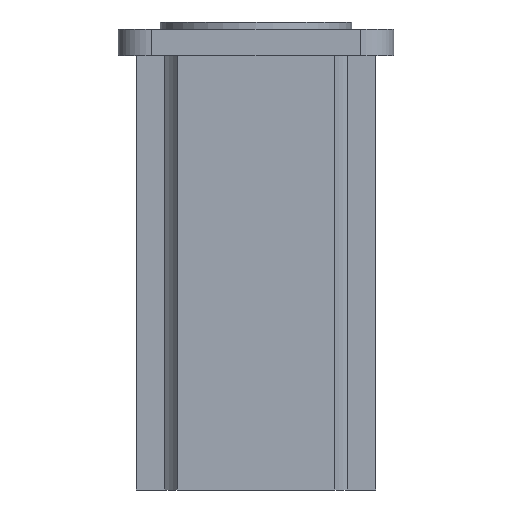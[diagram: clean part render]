
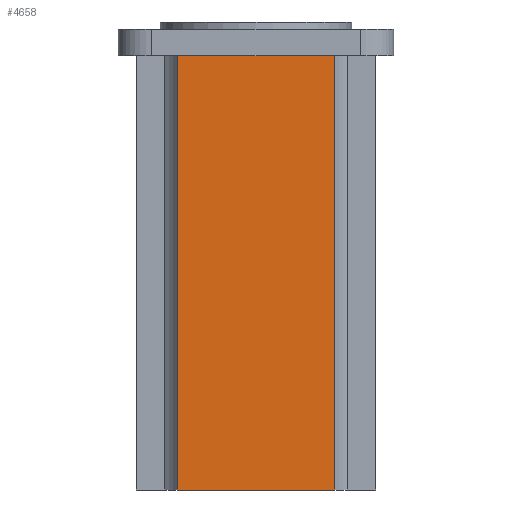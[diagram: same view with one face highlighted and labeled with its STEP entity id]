
A CAD part, front view. The second image highlights one B-rep face of the part: STEP entity #4658.
In plain terms, the highlighted planar face has unit normal (0, -1, 0).
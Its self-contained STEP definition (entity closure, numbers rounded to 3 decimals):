
#114 = CARTESIAN_POINT ( 'NONE',  ( -31., -50., -125.25 ) ) ;
#180 = EDGE_CURVE ( 'NONE', #1467, #399, #1551, .T. ) ;
#281 = CARTESIAN_POINT ( 'NONE',  ( 33., -50., 0.75 ) ) ;
#378 = LINE ( 'NONE', #4358, #3962 ) ;
#399 = VERTEX_POINT ( 'NONE', #1878 ) ;
#429 = VERTEX_POINT ( 'NONE', #3989 ) ;
#669 = VECTOR ( 'NONE', #4103, 1000. ) ;
#671 = AXIS2_PLACEMENT_3D ( 'NONE', #114, #1609, #3078 ) ;
#697 = CARTESIAN_POINT ( 'NONE',  ( 33., -50., -322.171 ) ) ;
#852 = PLANE ( 'NONE',  #671 ) ;
#923 = VECTOR ( 'NONE', #3037, 1000. ) ;
#1056 = ORIENTED_EDGE ( 'NONE', *, *, #3042, .T. ) ;
#1197 = CARTESIAN_POINT ( 'NONE',  ( -33., -50., -180.75 ) ) ;
#1467 = VERTEX_POINT ( 'NONE', #281 ) ;
#1528 = VERTEX_POINT ( 'NONE', #1197 ) ;
#1551 = LINE ( 'NONE', #3805, #923 ) ;
#1609 = DIRECTION ( 'NONE',  ( 0., -1., 0. ) ) ;
#1878 = CARTESIAN_POINT ( 'NONE',  ( -33., -50., 0.75 ) ) ;
#1919 = EDGE_CURVE ( 'NONE', #1528, #399, #1987, .T. ) ;
#1987 = LINE ( 'NONE', #2348, #3755 ) ;
#2348 = CARTESIAN_POINT ( 'NONE',  ( -33., -50., -322.171 ) ) ;
#2386 = EDGE_CURVE ( 'NONE', #429, #1528, #378, .T. ) ;
#2637 = LINE ( 'NONE', #697, #669 ) ;
#2895 = DIRECTION ( 'NONE',  ( -1., 0., 0. ) ) ;
#3037 = DIRECTION ( 'NONE',  ( -1., 0., 0. ) ) ;
#3042 = EDGE_CURVE ( 'NONE', #429, #1467, #2637, .T. ) ;
#3078 = DIRECTION ( 'NONE',  ( 0., 0., -1. ) ) ;
#3615 = ORIENTED_EDGE ( 'NONE', *, *, #2386, .F. ) ;
#3755 = VECTOR ( 'NONE', #3813, 1000. ) ;
#3789 = ORIENTED_EDGE ( 'NONE', *, *, #1919, .F. ) ;
#3805 = CARTESIAN_POINT ( 'NONE',  ( -31., -50., 0.75 ) ) ;
#3813 = DIRECTION ( 'NONE',  ( 0., 0., 1. ) ) ;
#3900 = EDGE_LOOP ( 'NONE', ( #4639, #3789, #3615, #1056 ) ) ;
#3962 = VECTOR ( 'NONE', #2895, 1000. ) ;
#3989 = CARTESIAN_POINT ( 'NONE',  ( 33., -50., -180.75 ) ) ;
#4103 = DIRECTION ( 'NONE',  ( 0., 0., 1. ) ) ;
#4160 = FACE_OUTER_BOUND ( 'NONE', #3900, .T. ) ;
#4358 = CARTESIAN_POINT ( 'NONE',  ( 33., -50., -180.75 ) ) ;
#4639 = ORIENTED_EDGE ( 'NONE', *, *, #180, .T. ) ;
#4658 = ADVANCED_FACE ( 'NONE', ( #4160 ), #852, .T. ) ;
